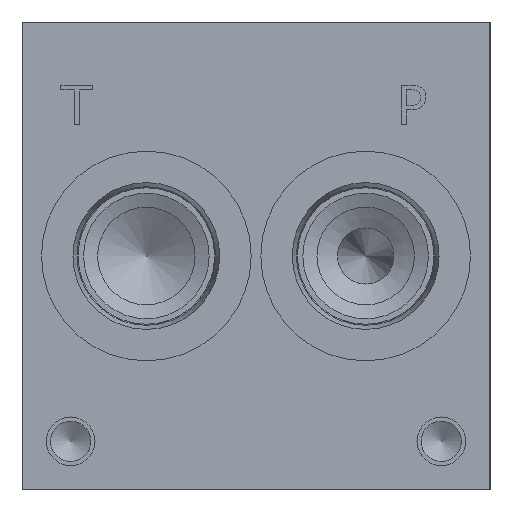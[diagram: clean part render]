
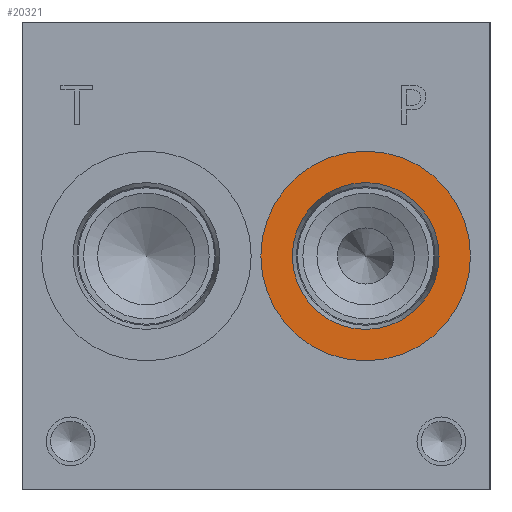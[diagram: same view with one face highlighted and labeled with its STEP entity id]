
A CAD part, left-side view. The second image highlights one B-rep face of the part: STEP entity #20321.
In plain terms, the highlighted planar face has unit normal (-1, 0, 0).
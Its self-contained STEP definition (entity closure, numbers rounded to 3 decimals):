
#1247=CIRCLE('',#21845,17.069);
#1248=CIRCLE('',#21846,17.069);
#1249=CIRCLE('',#21847,11.951);
#1894=FACE_BOUND('',#4218,.T.);
#2999=FACE_OUTER_BOUND('',#4217,.T.);
#4217=EDGE_LOOP('',(#17918,#17919));
#4218=EDGE_LOOP('',(#17920));
#9593=VERTEX_POINT('',#35514);
#9594=VERTEX_POINT('',#35515);
#9595=VERTEX_POINT('',#35518);
#12419=EDGE_CURVE('',#9593,#9594,#1247,.T.);
#12420=EDGE_CURVE('',#9594,#9593,#1248,.T.);
#12421=EDGE_CURVE('',#9595,#9595,#1249,.T.);
#17918=ORIENTED_EDGE('',*,*,#12419,.T.);
#17919=ORIENTED_EDGE('',*,*,#12420,.T.);
#17920=ORIENTED_EDGE('',*,*,#12421,.F.);
#18628=PLANE('',#21844);
#20321=ADVANCED_FACE('',(#2999,#1894),#18628,.T.);
#21844=AXIS2_PLACEMENT_3D('',#35513,#26520,#26521);
#21845=AXIS2_PLACEMENT_3D('',#35516,#26522,#26523);
#21846=AXIS2_PLACEMENT_3D('',#35517,#26524,#26525);
#21847=AXIS2_PLACEMENT_3D('',#35519,#26526,#26527);
#26520=DIRECTION('center_axis',(-1.,0.,0.));
#26521=DIRECTION('ref_axis',(0.,1.,0.));
#26522=DIRECTION('center_axis',(-1.,0.,0.));
#26523=DIRECTION('ref_axis',(0.,1.,0.));
#26524=DIRECTION('center_axis',(-1.,0.,0.));
#26525=DIRECTION('ref_axis',(0.,1.,0.));
#26526=DIRECTION('center_axis',(-1.,0.,0.));
#26527=DIRECTION('ref_axis',(0.,1.,0.));
#35513=CARTESIAN_POINT('Origin',(0.787,20.244,38.1));
#35514=CARTESIAN_POINT('',(0.787,37.313,38.1));
#35515=CARTESIAN_POINT('',(0.787,3.175,38.1));
#35516=CARTESIAN_POINT('Origin',(0.787,20.244,38.1));
#35517=CARTESIAN_POINT('Origin',(0.787,20.244,38.1));
#35518=CARTESIAN_POINT('',(0.787,8.293,38.1));
#35519=CARTESIAN_POINT('Origin',(0.787,20.244,38.1));
